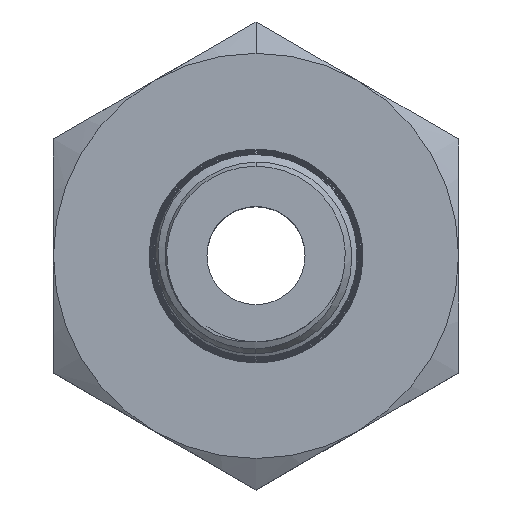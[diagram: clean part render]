
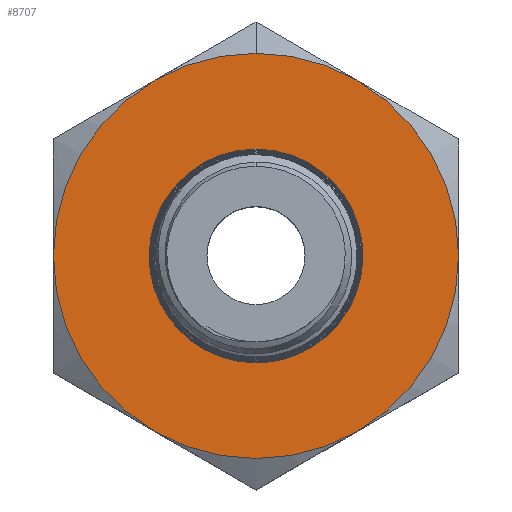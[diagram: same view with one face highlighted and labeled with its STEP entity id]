
A CAD part, top view. The second image highlights one B-rep face of the part: STEP entity #8707.
In plain terms, the highlighted planar face has unit normal (0, 0, 1).
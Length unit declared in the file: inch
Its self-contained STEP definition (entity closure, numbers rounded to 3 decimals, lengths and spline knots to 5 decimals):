
#46 = EDGE_LOOP ( 'NONE', ( #88, #3780, #601, #8590, #7809 ) ) ;
#88 = ORIENTED_EDGE ( 'NONE', *, *, #9243, .F. ) ;
#159 = VERTEX_POINT ( 'NONE', #5230 ) ;
#257 = VERTEX_POINT ( 'NONE', #6787 ) ;
#258 = DIRECTION ( 'NONE',  ( 0., -1., 0. ) ) ;
#362 = EDGE_LOOP ( 'NONE', ( #3123, #6514, #6507, #4465, #7672, #2820, #2394 ) ) ;
#522 = DIRECTION ( 'NONE',  ( 0., -1., 0. ) ) ;
#578 = AXIS2_PLACEMENT_3D ( 'NONE', #1553, #8681, #1624 ) ;
#592 = DIRECTION ( 'NONE',  ( 0., 0., 1. ) ) ;
#601 = ORIENTED_EDGE ( 'NONE', *, *, #890, .F. ) ;
#747 = EDGE_CURVE ( 'NONE', #3735, #5167, #6871, .T. ) ;
#830 = AXIS2_PLACEMENT_3D ( 'NONE', #4192, #1760, #2615 ) ;
#890 = EDGE_CURVE ( 'NONE', #4879, #257, #2435, .T. ) ;
#919 = CARTESIAN_POINT ( 'NONE',  ( 0.51181, 0., 0.136 ) ) ;
#1034 = DIRECTION ( 'NONE',  ( 0., 0., 1. ) ) ;
#1039 = VERTEX_POINT ( 'NONE', #7500 ) ;
#1194 = CARTESIAN_POINT ( 'NONE',  ( -0.16274, -0.21544, 0.136 ) ) ;
#1553 = CARTESIAN_POINT ( 'NONE',  ( 0., 0., 0.136 ) ) ;
#1560 = AXIS2_PLACEMENT_3D ( 'NONE', #6082, #3494, #2120 ) ;
#1624 = DIRECTION ( 'NONE',  ( 1., 0., 0. ) ) ;
#1758 = DIRECTION ( 'NONE',  ( 0., -1., 0. ) ) ;
#1760 = DIRECTION ( 'NONE',  ( 0., 0., 1. ) ) ;
#1836 = DIRECTION ( 'NONE',  ( 0., 0., 1. ) ) ;
#1879 = PLANE ( 'NONE',  #8221 ) ;
#1960 = DIRECTION ( 'NONE',  ( 0., 0., 1. ) ) ;
#2033 = CARTESIAN_POINT ( 'NONE',  ( -0.2559, 0.44324, 0.136 ) ) ;
#2116 = EDGE_CURVE ( 'NONE', #1039, #3735, #6627, .T. ) ;
#2120 = DIRECTION ( 'NONE',  ( 0., -1., 0. ) ) ;
#2177 = CARTESIAN_POINT ( 'NONE',  ( 0., 0., 0.136 ) ) ;
#2274 = VERTEX_POINT ( 'NONE', #2033 ) ;
#2394 = ORIENTED_EDGE ( 'NONE', *, *, #747, .T. ) ;
#2435 = CIRCLE ( 'NONE', #5297, 0.27 ) ;
#2604 = EDGE_CURVE ( 'NONE', #2274, #3428, #7712, .T. ) ;
#2615 = DIRECTION ( 'NONE',  ( 1., 0., 0. ) ) ;
#2820 = ORIENTED_EDGE ( 'NONE', *, *, #2116, .T. ) ;
#2956 = AXIS2_PLACEMENT_3D ( 'NONE', #2177, #4606, #7709 ) ;
#2963 = CARTESIAN_POINT ( 'NONE',  ( 0., 0., 0.136 ) ) ;
#3011 = AXIS2_PLACEMENT_3D ( 'NONE', #6126, #592, #7593 ) ;
#3116 = VERTEX_POINT ( 'NONE', #1194 ) ;
#3123 = ORIENTED_EDGE ( 'NONE', *, *, #4751, .T. ) ;
#3359 = DIRECTION ( 'NONE',  ( 0., 0., 1. ) ) ;
#3361 = CARTESIAN_POINT ( 'NONE',  ( 0., 0., 0.136 ) ) ;
#3428 = VERTEX_POINT ( 'NONE', #8698 ) ;
#3494 = DIRECTION ( 'NONE',  ( 0., 0., 1. ) ) ;
#3652 = AXIS2_PLACEMENT_3D ( 'NONE', #8849, #1034, #1758 ) ;
#3735 = VERTEX_POINT ( 'NONE', #919 ) ;
#3780 = ORIENTED_EDGE ( 'NONE', *, *, #7187, .F. ) ;
#3927 = CIRCLE ( 'NONE', #1560, 0.51181 ) ;
#4192 = CARTESIAN_POINT ( 'NONE',  ( 0., 0., 0.136 ) ) ;
#4465 = ORIENTED_EDGE ( 'NONE', *, *, #5075, .T. ) ;
#4474 = VERTEX_POINT ( 'NONE', #7318 ) ;
#4504 = DIRECTION ( 'NONE',  ( 0., -1., 0. ) ) ;
#4606 = DIRECTION ( 'NONE',  ( 0., 0., 1. ) ) ;
#4620 = EDGE_CURVE ( 'NONE', #7542, #159, #4736, .T. ) ;
#4736 = CIRCLE ( 'NONE', #830, 0.27 ) ;
#4751 = EDGE_CURVE ( 'NONE', #5167, #4474, #5242, .T. ) ;
#4879 = VERTEX_POINT ( 'NONE', #7555 ) ;
#4965 = DIRECTION ( 'NONE',  ( 0., 0., 1. ) ) ;
#5065 = CARTESIAN_POINT ( 'NONE',  ( -0.2559, -0.44324, 0.136 ) ) ;
#5075 = EDGE_CURVE ( 'NONE', #3428, #9511, #7582, .T. ) ;
#5167 = VERTEX_POINT ( 'NONE', #5981 ) ;
#5230 = CARTESIAN_POINT ( 'NONE',  ( 0.06289, -0.26257, 0.136 ) ) ;
#5236 = CIRCLE ( 'NONE', #578, 0.27 ) ;
#5242 = CIRCLE ( 'NONE', #6628, 0.51181 ) ;
#5297 = AXIS2_PLACEMENT_3D ( 'NONE', #9022, #1836, #7366 ) ;
#5299 = DIRECTION ( 'NONE',  ( 0., 0., 1. ) ) ;
#5482 = DIRECTION ( 'NONE',  ( 0., 0., 1. ) ) ;
#5700 = AXIS2_PLACEMENT_3D ( 'NONE', #3361, #4965, #258 ) ;
#5724 = DIRECTION ( 'NONE',  ( 1., 0., 0. ) ) ;
#5837 = AXIS2_PLACEMENT_3D ( 'NONE', #2963, #9867, #522 ) ;
#5981 = CARTESIAN_POINT ( 'NONE',  ( 0.2559, 0.44324, 0.136 ) ) ;
#6082 = CARTESIAN_POINT ( 'NONE',  ( 0., 0., 0.136 ) ) ;
#6126 = CARTESIAN_POINT ( 'NONE',  ( 0., 0., 0.136 ) ) ;
#6156 = FACE_BOUND ( 'NONE', #46, .T. ) ;
#6507 = ORIENTED_EDGE ( 'NONE', *, *, #2604, .T. ) ;
#6514 = ORIENTED_EDGE ( 'NONE', *, *, #8591, .T. ) ;
#6627 = CIRCLE ( 'NONE', #9594, 0.51181 ) ;
#6628 = AXIS2_PLACEMENT_3D ( 'NONE', #8976, #1960, #8253 ) ;
#6787 = CARTESIAN_POINT ( 'NONE',  ( -0.27, 0., 0.136 ) ) ;
#6871 = CIRCLE ( 'NONE', #3652, 0.51181 ) ;
#6964 = CIRCLE ( 'NONE', #5837, 0.51181 ) ;
#7001 = DIRECTION ( 'NONE',  ( 1., 0., 0. ) ) ;
#7187 = EDGE_CURVE ( 'NONE', #257, #3116, #5236, .T. ) ;
#7318 = CARTESIAN_POINT ( 'NONE',  ( 0., 0.51181, 0.136 ) ) ;
#7366 = DIRECTION ( 'NONE',  ( 1., 0., 0. ) ) ;
#7500 = CARTESIAN_POINT ( 'NONE',  ( 0.2559, -0.44324, 0.136 ) ) ;
#7542 = VERTEX_POINT ( 'NONE', #8818 ) ;
#7555 = CARTESIAN_POINT ( 'NONE',  ( 0.27, 0., 0.136 ) ) ;
#7582 = CIRCLE ( 'NONE', #3011, 0.51181 ) ;
#7593 = DIRECTION ( 'NONE',  ( 0., -1., 0. ) ) ;
#7672 = ORIENTED_EDGE ( 'NONE', *, *, #7783, .T. ) ;
#7709 = DIRECTION ( 'NONE',  ( 1., 0., 0. ) ) ;
#7712 = CIRCLE ( 'NONE', #5700, 0.51181 ) ;
#7744 = FACE_OUTER_BOUND ( 'NONE', #362, .T. ) ;
#7783 = EDGE_CURVE ( 'NONE', #9511, #1039, #6964, .T. ) ;
#7809 = ORIENTED_EDGE ( 'NONE', *, *, #4620, .F. ) ;
#8073 = CARTESIAN_POINT ( 'NONE',  ( 0., 0., 0.136 ) ) ;
#8122 = CIRCLE ( 'NONE', #2956, 0.27 ) ;
#8221 = AXIS2_PLACEMENT_3D ( 'NONE', #9406, #5482, #7001 ) ;
#8253 = DIRECTION ( 'NONE',  ( 0., -1., 0. ) ) ;
#8293 = CARTESIAN_POINT ( 'NONE',  ( 0., 0., 0.136 ) ) ;
#8324 = EDGE_CURVE ( 'NONE', #159, #4879, #8122, .T. ) ;
#8591 = EDGE_CURVE ( 'NONE', #4474, #2274, #3927, .T. ) ;
#8590 = ORIENTED_EDGE ( 'NONE', *, *, #8324, .F. ) ;
#8681 = DIRECTION ( 'NONE',  ( 0., 0., 1. ) ) ;
#8698 = CARTESIAN_POINT ( 'NONE',  ( -0.51181, 0., 0.136 ) ) ;
#8707 = ADVANCED_FACE ( 'NONE', ( #7744, #6156 ), #1879, .T. ) ;
#8738 = CIRCLE ( 'NONE', #9795, 0.27 ) ;
#8818 = CARTESIAN_POINT ( 'NONE',  ( 0., -0.27, 0.136 ) ) ;
#8849 = CARTESIAN_POINT ( 'NONE',  ( 0., 0., 0.136 ) ) ;
#8976 = CARTESIAN_POINT ( 'NONE',  ( 0., 0., 0.136 ) ) ;
#9022 = CARTESIAN_POINT ( 'NONE',  ( 0., 0., 0.136 ) ) ;
#9243 = EDGE_CURVE ( 'NONE', #3116, #7542, #8738, .T. ) ;
#9406 = CARTESIAN_POINT ( 'NONE',  ( 0., 0., 0.136 ) ) ;
#9511 = VERTEX_POINT ( 'NONE', #5065 ) ;
#9594 = AXIS2_PLACEMENT_3D ( 'NONE', #8293, #5299, #4504 ) ;
#9795 = AXIS2_PLACEMENT_3D ( 'NONE', #8073, #3359, #5724 ) ;
#9867 = DIRECTION ( 'NONE',  ( 0., 0., 1. ) ) ;
